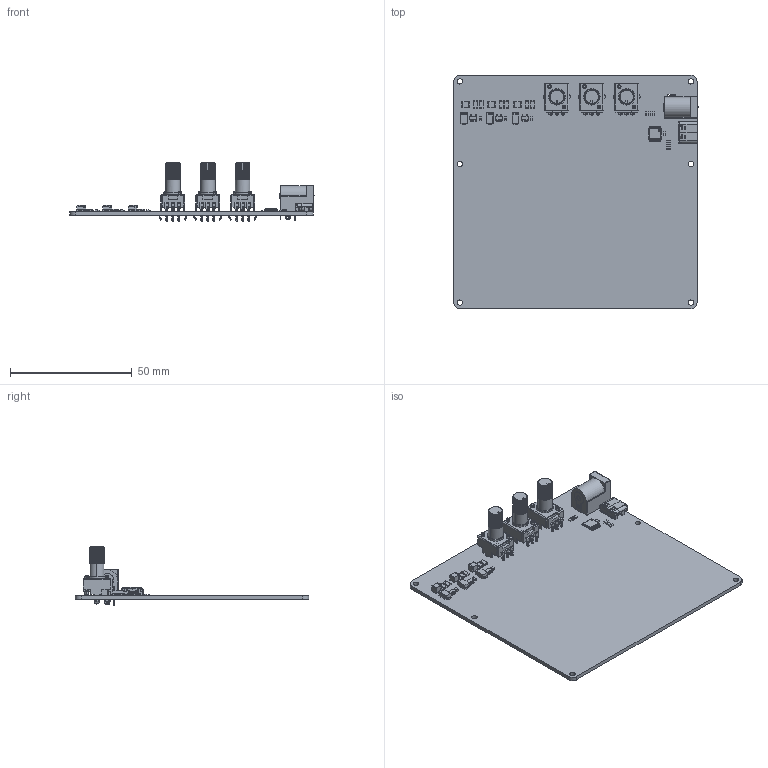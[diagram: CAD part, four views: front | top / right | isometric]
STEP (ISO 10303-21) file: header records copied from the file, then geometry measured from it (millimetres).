
FILE_DESCRIPTION(('KiCad electronic assembly'),'2;1');
FILE_NAME('backlight.step','2024-07-21T11:07:28',('Pcbnew'),('Kicad'), 'Open CASCADE STEP processor 7.8','KiCad to STEP converter','Unknown' );
FILE_SCHEMA(('AUTOMOTIVE_DESIGN { 1 0 10303 214 1 1 1 1 }'));
Length unit declared in the file: millimetre
Products named in the file (22): backlight 1; TSOT-23-5; TSOT_23_5; R_0603_1608Metric; C_1210_3225Metric; R_1206_3216Metric; C_0603_1608Metric; D_SMA; TSSOP-16_4.4x5mm_P0.65mm; TSSOP_16_44x5mm_P065mm; USB_C_Receptacle_GCT_USB4105-xx-A_16P_TopMnt_Horizontal; USB_C_Receptacle_16P_TopMnt_Horizontal_GCT_USB4105-xx-A; ptv09a-4x20u-xxxx; PTV09A-4X20U-XXXX; BarrelJack_Horizontal; backlight_PCB
Assembly tree (42 placements, depth 3):
  backlight 1
    TSOT-23-5  x3
      TSOT_23_5
    R_0603_1608Metric  x6
      R_0603_1608Metric
    C_1210_3225Metric  x3
      C_1210_3225Metric
    R_1206_3216Metric  x6
      R_1206_3216Metric
    C_0603_1608Metric  x4
      C_0603_1608Metric
    D_SMA  x3
      D_SMA
    TSSOP-16_4.4x5mm_P0.65mm
      TSSOP_16_44x5mm_P065mm
    USB_C_Receptacle_GCT_USB4105-xx-A_16P_TopMnt_Horizontal
      USB_C_Receptacle_16P_TopMnt_Horizontal_GCT_USB4105-xx-A
    ptv09a-4x20u-xxxx  x3
      PTV09A-4X20U-XXXX
    BarrelJack_Horizontal
      BarrelJack_Horizontal
    backlight_PCB
Bounding box: 100.45 x 96 x 23.99 mm (x, y, z)
Volume: 18590.7 mm3; surface area: 26853 mm2
Topology: 74 solids, 80 shells, 3071 faces, 8094 edges, 5249 vertices
Faces by surface type: plane 2179, cylinder 705, bspline 145, torus 24, cone 11, sphere 5, extrusion 2
Full cylindrical faces by diameter (mm): 0.5 x3, 0.65 x2, 1 x11, 1.5 x2, 2 x2, 2.2 x12, 6.3 x1
Entity records: 59915 total; most frequent: CARTESIAN_POINT 9604, ORIENTED_EDGE 8586, DIRECTION 8292, EDGE_CURVE 4293, VECTOR 3218, LINE 3216, VERTEX_POINT 2761, AXIS2_PLACEMENT_3D 2537
